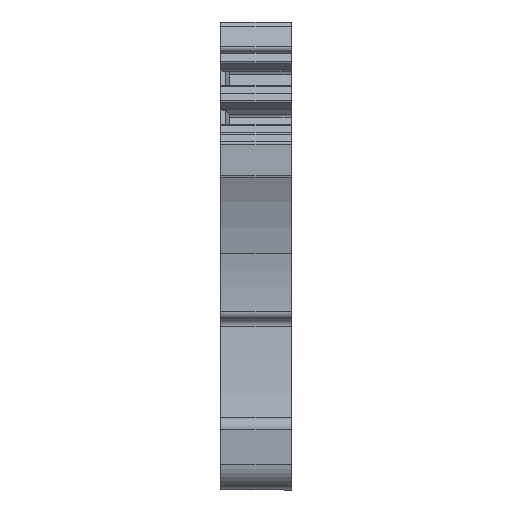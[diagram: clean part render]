
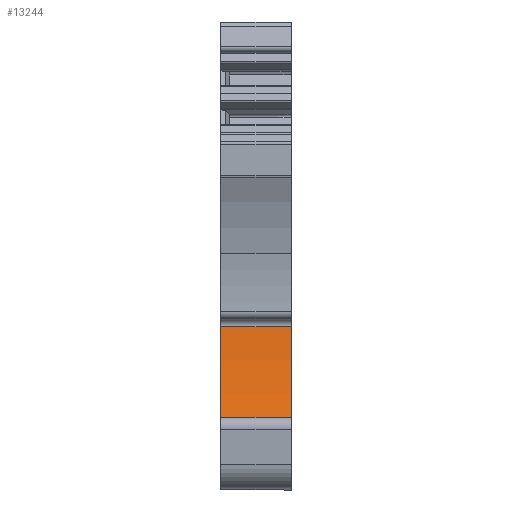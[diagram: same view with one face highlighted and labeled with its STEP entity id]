
A CAD part, front view. The second image highlights one B-rep face of the part: STEP entity #13244.
In plain terms, the highlighted cylindrical face has radius 36.422 mm (diameter 72.843 mm), a partial arc.
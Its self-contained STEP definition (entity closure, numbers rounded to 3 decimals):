
#1959=AXIS2_PLACEMENT_3D('Circle Axis2P3D',#1957,#1958,$) ;
#4664=AXIS2_PLACEMENT_3D('Circle Axis2P3D',#4662,#4663,$) ;
#13231=AXIS2_PLACEMENT_3D('Cylinder Axis2P3D',#13228,#13229,#13230) ;
#1954=CARTESIAN_POINT('Vertex',(0.,3.928,4.594)) ;
#1957=CARTESIAN_POINT('Axis2P3D Location',(0.,-30.672,15.967)) ;
#1961=CARTESIAN_POINT('Vertex',(0.,5.521,11.894)) ;
#4659=CARTESIAN_POINT('Vertex',(5.1,5.521,11.894)) ;
#4662=CARTESIAN_POINT('Axis2P3D Location',(5.1,-30.672,15.967)) ;
#4666=CARTESIAN_POINT('Vertex',(5.1,3.928,4.594)) ;
#13216=CARTESIAN_POINT('Line Origine',(2.55,5.521,11.894)) ;
#13228=CARTESIAN_POINT('Axis2P3D Location',(2.55,-30.672,15.967)) ;
#13233=CARTESIAN_POINT('Line Origine',(2.55,3.928,4.594)) ;
#1958=DIRECTION('Axis2P3D Direction',(-1.,0.,0.)) ;
#4663=DIRECTION('Axis2P3D Direction',(-1.,0.,0.)) ;
#13217=DIRECTION('Vector Direction',(-1.,0.,0.)) ;
#13229=DIRECTION('Axis2P3D Direction',(-1.,0.,0.)) ;
#13230=DIRECTION('Axis2P3D XDirection',(0.,0.994,-0.112)) ;
#13234=DIRECTION('Vector Direction',(-1.,0.,0.)) ;
#13218=VECTOR('Line Direction',#13217,1.) ;
#13235=VECTOR('Line Direction',#13234,1.) ;
#13239=ORIENTED_EDGE('',*,*,#4668,.T.) ;
#13240=ORIENTED_EDGE('',*,*,#13220,.F.) ;
#13241=ORIENTED_EDGE('',*,*,#1963,.F.) ;
#13242=ORIENTED_EDGE('',*,*,#13237,.T.) ;
#13244=ADVANCED_FACE('KLTR ZT 2.5/4AN/2.1\\KLTR ZT2.5/4AN/2',(#13243),#13232,.F.) ;
#1960=CIRCLE('generated circle',#1959,36.422) ;
#4665=CIRCLE('generated circle',#4664,36.422) ;
#13232=CYLINDRICAL_SURFACE('generated cylinder',#13231,36.422) ;
#1963=EDGE_CURVE('',#1955,#1962,#1960,.F.) ;
#4668=EDGE_CURVE('',#4667,#4660,#4665,.F.) ;
#13220=EDGE_CURVE('',#1962,#4660,#13219,.F.) ;
#13237=EDGE_CURVE('',#1955,#4667,#13236,.F.) ;
#13238=EDGE_LOOP('',(#13239,#13240,#13241,#13242)) ;
#13243=FACE_OUTER_BOUND('',#13238,.T.) ;
#13219=LINE('Line',#13216,#13218) ;
#13236=LINE('Line',#13233,#13235) ;
#1955=VERTEX_POINT('',#1954) ;
#1962=VERTEX_POINT('',#1961) ;
#4660=VERTEX_POINT('',#4659) ;
#4667=VERTEX_POINT('',#4666) ;
